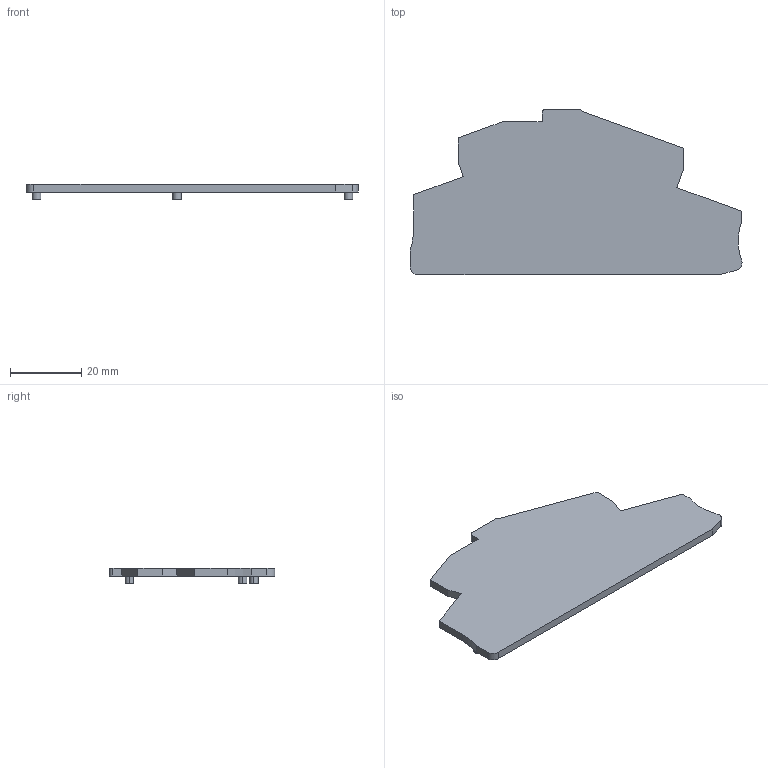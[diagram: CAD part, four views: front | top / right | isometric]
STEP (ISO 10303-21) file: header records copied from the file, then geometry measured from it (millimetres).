
FILE_DESCRIPTION((''),'2;1');
FILE_NAME('PRT0001','2024-03-15T',('ASUS'),(''),'PRO/ENGINEER BY PARAMETRIC TECHNOLOGY CORPORATION, 2013230','PRO/ENGINEER BY PARAMETRIC TECHNOLOGY CORPORATION, 2013230','');
FILE_SCHEMA(('CONFIG_CONTROL_DESIGN'));
Length unit declared in the file: millimetre
Products named in the file (1): PRT0001
Bounding box: 92.99 x 46.31 x 4.4 mm (x, y, z)
Volume: 7247.2 mm3; surface area: 7174.5 mm2
Topology: 1 solids, 1 shells, 33 faces, 84 edges, 56 vertices
Faces by surface type: plane 21, cylinder 12
Entity records: 1058 total; most frequent: DIRECTION 174, CARTESIAN_POINT 173, ORIENTED_EDGE 168, EDGE_CURVE 84, VECTOR 60, LINE 60, AXIS2_PLACEMENT_3D 57, VERTEX_POINT 56
